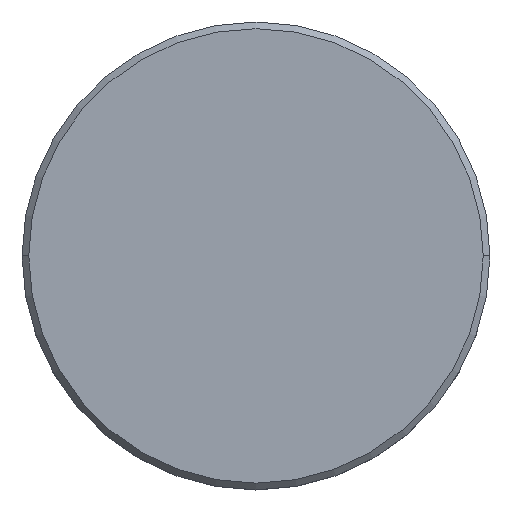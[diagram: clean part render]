
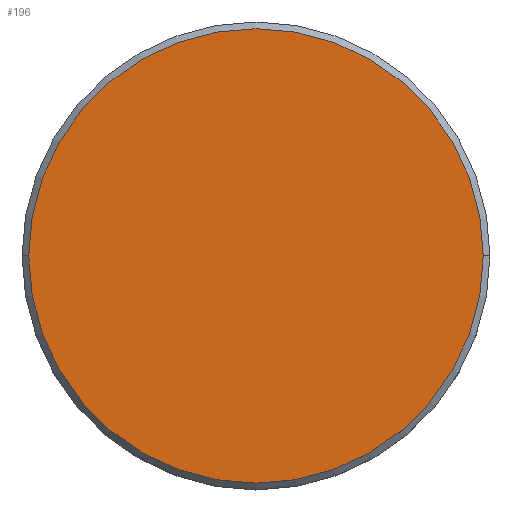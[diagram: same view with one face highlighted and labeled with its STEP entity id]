
A CAD part, top view. The second image highlights one B-rep face of the part: STEP entity #196.
In plain terms, the highlighted planar face has unit normal (0, 0, 1).
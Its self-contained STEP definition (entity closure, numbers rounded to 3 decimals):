
#34 = DIRECTION ( 'NONE',  ( 0., 0., 1. ) ) ;
#112 = ORIENTED_EDGE ( 'NONE', *, *, #680, .T. ) ;
#130 = DIRECTION ( 'NONE',  ( 1., 0., 0. ) ) ;
#192 = DIRECTION ( 'NONE',  ( 1., 0., 0. ) ) ;
#196 = ADVANCED_FACE ( 'NONE', ( #752 ), #1117, .T. ) ;
#292 = AXIS2_PLACEMENT_3D ( 'NONE', #304, #662, #192 ) ;
#295 = CIRCLE ( 'NONE', #730, 17. ) ;
#304 = CARTESIAN_POINT ( 'NONE',  ( 0., 0., 0. ) ) ;
#343 = EDGE_LOOP ( 'NONE', ( #514, #112 ) ) ;
#350 = CIRCLE ( 'NONE', #635, 17. ) ;
#474 = CARTESIAN_POINT ( 'NONE',  ( -17., 0., 0. ) ) ;
#514 = ORIENTED_EDGE ( 'NONE', *, *, #792, .T. ) ;
#552 = CARTESIAN_POINT ( 'NONE',  ( 17., 0., 0. ) ) ;
#598 = VERTEX_POINT ( 'NONE', #552 ) ;
#635 = AXIS2_PLACEMENT_3D ( 'NONE', #847, #34, #760 ) ;
#662 = DIRECTION ( 'NONE',  ( 0., 0., 1. ) ) ;
#680 = EDGE_CURVE ( 'NONE', #598, #1039, #295, .T. ) ;
#730 = AXIS2_PLACEMENT_3D ( 'NONE', #933, #1021, #130 ) ;
#752 = FACE_OUTER_BOUND ( 'NONE', #343, .T. ) ;
#760 = DIRECTION ( 'NONE',  ( 1., 0., 0. ) ) ;
#792 = EDGE_CURVE ( 'NONE', #1039, #598, #350, .T. ) ;
#847 = CARTESIAN_POINT ( 'NONE',  ( 0., 0., 0. ) ) ;
#933 = CARTESIAN_POINT ( 'NONE',  ( 0., 0., 0. ) ) ;
#1021 = DIRECTION ( 'NONE',  ( 0., 0., 1. ) ) ;
#1039 = VERTEX_POINT ( 'NONE', #474 ) ;
#1117 = PLANE ( 'NONE',  #292 ) ;
